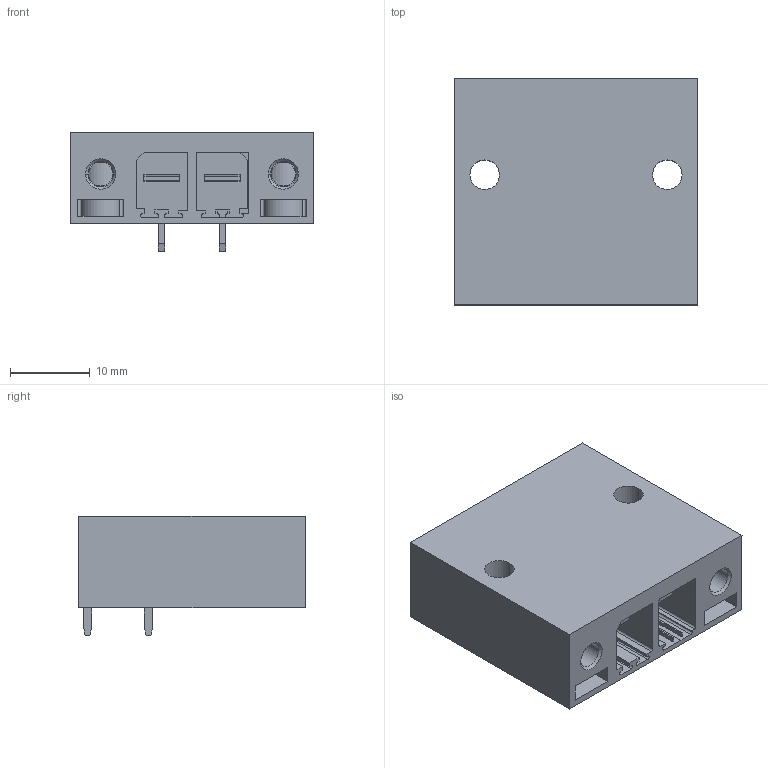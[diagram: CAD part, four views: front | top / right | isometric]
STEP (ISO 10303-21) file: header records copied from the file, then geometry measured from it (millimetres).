
FILE_DESCRIPTION(('CATIA V5 STEP Exchange','CAx-IF Rec.Pracs.--- Model Styling and Organization---1.2---2011-12-15'),'2;1');
FILE_NAME ('D1459453_0_1931480000_1931480000.stp','2018-11-29T07:49:25+00:00',('none'),('Weidmueller'),'CATIA Version 5-6 Release 2014','CATIA V5 STEP AP214','none');
FILE_SCHEMA(('AUTOMOTIVE_DESIGN { 1 0 10303 214 1 1 1 1 }'));
Length unit declared in the file: millimetre
Products named in the file (1): 1931480000
Bounding box: 30.48 x 28.3 x 14.9 mm (x, y, z)
Volume: 6696.5 mm3; surface area: 6587.2 mm2
Topology: 5 solids, 5 shells, 238 faces, 664 edges, 440 vertices
Faces by surface type: plane 182, cylinder 52, cone 4
Entity records: 7167 total; most frequent: ORIENTED_EDGE 1328, CARTESIAN_POINT 1264, DIRECTION 982, EDGE_CURVE 664, VECTOR 556, LINE 556, VERTEX_POINT 440, AXIS2_PLACEMENT_3D 268
